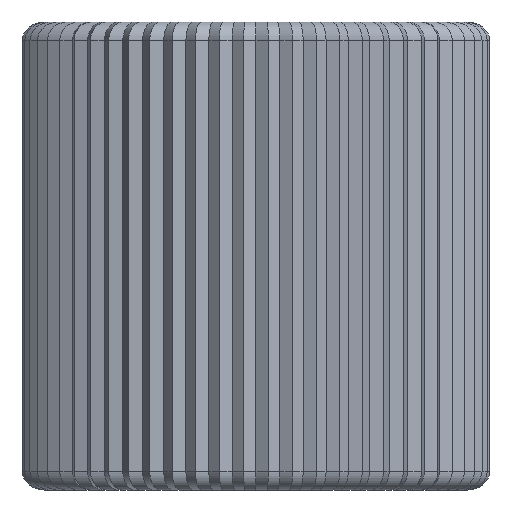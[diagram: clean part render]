
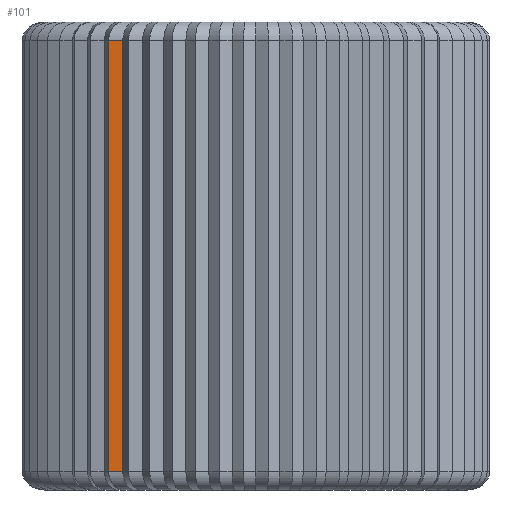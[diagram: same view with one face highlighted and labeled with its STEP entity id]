
A CAD part, left-side view. The second image highlights one B-rep face of the part: STEP entity #101.
In plain terms, the highlighted planar face has unit normal (-0.995, 0.104, 0).
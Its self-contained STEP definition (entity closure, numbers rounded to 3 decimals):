
#101=ADVANCED_FACE('',(#753),#755,.T.);
#753=FACE_BOUND('',#754,.T.);
#754=EDGE_LOOP('',(#3419,#3420,#3421,#3422));
#755=PLANE('',#756);
#756=AXIS2_PLACEMENT_3D('',#757,#758,#759);
#757=CARTESIAN_POINT('',(-9.714,7.867,0.));
#758=DIRECTION('',(-0.995,0.105,0.));
#759=DIRECTION('',(-0.105,-0.995,0.));
#3419=ORIENTED_EDGE('',*,*,#5111,.F.);
#3420=ORIENTED_EDGE('',*,*,#5112,.T.);
#3421=ORIENTED_EDGE('',*,*,#5113,.F.);
#3422=ORIENTED_EDGE('',*,*,#5109,.F.);
#5109=EDGE_CURVE('',#6298,#6300,#6301,.T.);
#5111=EDGE_CURVE('',#6303,#6298,#6304,.F.);
#5112=EDGE_CURVE('',#6303,#6305,#6306,.T.);
#5113=EDGE_CURVE('',#6300,#6305,#6307,.T.);
#6298=VERTEX_POINT('',#8389);
#6300=VERTEX_POINT('',#8393);
#6301=LINE('',#8394,#8395);
#6303=VERTEX_POINT('',#8400);
#6304=LINE('',#8401,#8402);
#6305=VERTEX_POINT('',#8404);
#6306=LINE('',#8405,#8406);
#6307=LINE('',#8408,#8409);
#8389=CARTESIAN_POINT('',(-9.714,7.867,1.));
#8393=CARTESIAN_POINT('',(-9.714,7.867,24.));
#8394=CARTESIAN_POINT('',(-9.714,7.867,1.));
#8395=VECTOR('',#8396,1.);
#8396=DIRECTION('',(0.,0.,1.));
#8400=CARTESIAN_POINT('',(-9.793,7.115,1.));
#8401=CARTESIAN_POINT('',(-9.714,7.867,1.));
#8402=VECTOR('',#8403,1.);
#8403=DIRECTION('',(-0.105,-0.995,0.));
#8404=CARTESIAN_POINT('',(-9.793,7.115,24.));
#8405=CARTESIAN_POINT('',(-9.793,7.115,1.));
#8406=VECTOR('',#8407,1.);
#8407=DIRECTION('',(0.,0.,1.));
#8408=CARTESIAN_POINT('',(-9.714,7.867,24.));
#8409=VECTOR('',#8410,1.);
#8410=DIRECTION('',(-0.105,-0.995,0.));
